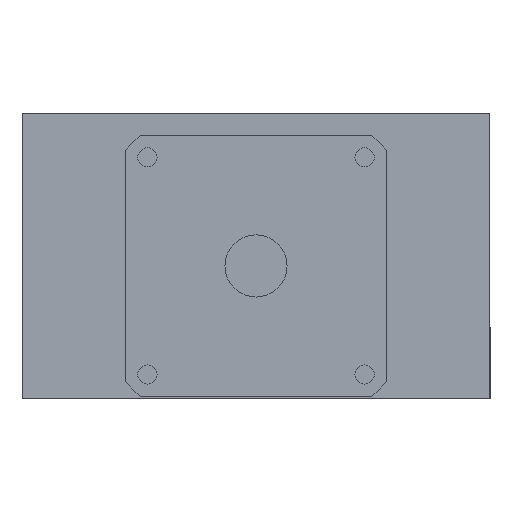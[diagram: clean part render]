
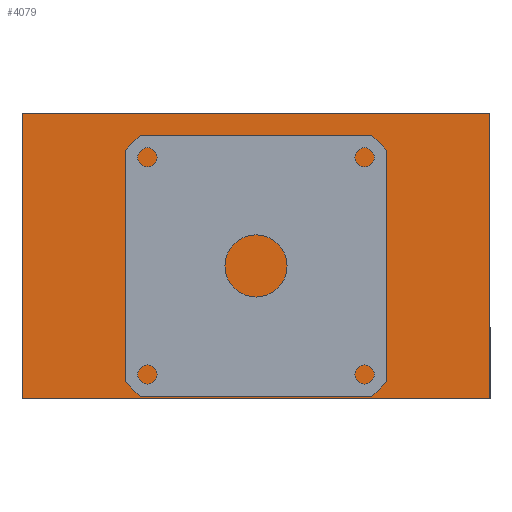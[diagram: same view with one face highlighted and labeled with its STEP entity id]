
A CAD part, front view. The second image highlights one B-rep face of the part: STEP entity #4079.
In plain terms, the highlighted planar face has unit normal (0, -1, 0).
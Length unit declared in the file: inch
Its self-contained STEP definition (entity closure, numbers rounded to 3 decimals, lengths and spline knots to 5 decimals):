
#3521=CARTESIAN_POINT('',(-0.31103,-0.495,-0.165));
#3522=VERTEX_POINT('',#3521);
#3538=CARTESIAN_POINT('',(-0.45003,-0.495,-0.165));
#3539=VERTEX_POINT('',#3538);
#3546=CARTESIAN_POINT('',(-0.38053,-0.495,-0.165));
#3547=DIRECTION('',(0.0,1.0,0.0));
#3548=DIRECTION('',(1.0,0.0,0.0));
#3549=AXIS2_PLACEMENT_3D('',#3546,#3547,#3548);
#3550=CIRCLE('',#3549,0.0695);
#3551=EDGE_CURVE('',#3522,#3539,#3550,.T.);
#3634=CARTESIAN_POINT('',(0.44947,-0.495,-0.165));
#3635=VERTEX_POINT('',#3634);
#3651=CARTESIAN_POINT('',(0.31047,-0.495,-0.165));
#3652=VERTEX_POINT('',#3651);
#3659=CARTESIAN_POINT('',(0.37997,-0.495,-0.165));
#3660=DIRECTION('',(0.0,1.0,0.0));
#3661=DIRECTION('',(1.0,0.0,0.0));
#3662=AXIS2_PLACEMENT_3D('',#3659,#3660,#3661);
#3663=CIRCLE('',#3662,0.0695);
#3664=EDGE_CURVE('',#3635,#3652,#3663,.T.);
#3747=CARTESIAN_POINT('',(-0.31103,-0.495,0.4405));
#3748=VERTEX_POINT('',#3747);
#3764=CARTESIAN_POINT('',(-0.45003,-0.495,0.4405));
#3765=VERTEX_POINT('',#3764);
#3772=CARTESIAN_POINT('',(-0.38053,-0.495,0.4405));
#3773=DIRECTION('',(0.0,1.0,0.0));
#3774=DIRECTION('',(1.0,0.0,0.0));
#3775=AXIS2_PLACEMENT_3D('',#3772,#3773,#3774);
#3776=CIRCLE('',#3775,0.0695);
#3777=EDGE_CURVE('',#3748,#3765,#3776,.T.);
#3860=CARTESIAN_POINT('',(0.44947,-0.495,0.4405));
#3861=VERTEX_POINT('',#3860);
#3877=CARTESIAN_POINT('',(0.31047,-0.495,0.4405));
#3878=VERTEX_POINT('',#3877);
#3885=CARTESIAN_POINT('',(0.37997,-0.495,0.4405));
#3886=DIRECTION('',(0.0,1.0,0.0));
#3887=DIRECTION('',(1.0,0.0,0.0));
#3888=AXIS2_PLACEMENT_3D('',#3885,#3886,#3887);
#3889=CIRCLE('',#3888,0.0695);
#3890=EDGE_CURVE('',#3861,#3878,#3889,.T.);
#3950=CARTESIAN_POINT('',(2.,-0.495,1.44));
#3951=VERTEX_POINT('',#3950);
#3952=CARTESIAN_POINT('',(-2.,-0.495,1.44));
#3953=VERTEX_POINT('',#3952);
#3954=CARTESIAN_POINT('',(2.,-0.495,1.44));
#3955=DIRECTION('',(-1.0,0.0,0.0));
#3956=VECTOR('',#3955,4.0);
#3957=LINE('',#3954,#3956);
#3958=EDGE_CURVE('',#3951,#3953,#3957,.T.);
#3990=CARTESIAN_POINT('',(-2.,-0.495,-1.));
#3991=VERTEX_POINT('',#3990);
#3992=CARTESIAN_POINT('',(-2.,-0.495,1.44));
#3993=DIRECTION('',(0.0,0.0,-1.0));
#3994=VECTOR('',#3993,2.43999);
#3995=LINE('',#3992,#3994);
#3996=EDGE_CURVE('',#3953,#3991,#3995,.T.);
#4016=CARTESIAN_POINT('',(0.,-0.495,0.));
#4017=DIRECTION('',(0.0,1.0,0.0));
#4018=DIRECTION('',(0.0,0.0,1.0));
#4019=AXIS2_PLACEMENT_3D('',#4016,#4017,#4018);
#4020=PLANE('',#4019);
#4021=ORIENTED_EDGE('',*,*,#3996,.T.);
#4022=CARTESIAN_POINT('',(2.,-0.495,-1.));
#4023=VERTEX_POINT('',#4022);
#4024=CARTESIAN_POINT('',(2.,-0.495,-1.));
#4025=DIRECTION('',(-1.0,0.0,0.0));
#4026=VECTOR('',#4025,4.);
#4027=LINE('',#4024,#4026);
#4028=EDGE_CURVE('',#4023,#3991,#4027,.T.);
#4029=ORIENTED_EDGE('',*,*,#4028,.F.);
#4030=CARTESIAN_POINT('',(2.,-0.495,-1.));
#4031=DIRECTION('',(0.0,0.0,1.0));
#4032=VECTOR('',#4031,2.43999);
#4033=LINE('',#4030,#4032);
#4034=EDGE_CURVE('',#4023,#3951,#4033,.T.);
#4035=ORIENTED_EDGE('',*,*,#4034,.T.);
#4036=ORIENTED_EDGE('',*,*,#3958,.T.);
#4037=EDGE_LOOP('',(#4021,#4029,#4035,#4036));
#4038=FACE_OUTER_BOUND('',#4037,.T.);
#4039=ORIENTED_EDGE('',*,*,#3890,.T.);
#4040=CARTESIAN_POINT('',(0.37997,-0.495,0.4405));
#4041=DIRECTION('',(0.0,1.0,0.0));
#4042=DIRECTION('',(1.0,0.0,0.0));
#4043=AXIS2_PLACEMENT_3D('',#4040,#4041,#4042);
#4044=CIRCLE('',#4043,0.0695);
#4045=EDGE_CURVE('',#3878,#3861,#4044,.T.);
#4046=ORIENTED_EDGE('',*,*,#4045,.T.);
#4047=EDGE_LOOP('',(#4039,#4046));
#4048=FACE_BOUND('',#4047,.T.);
#4049=ORIENTED_EDGE('',*,*,#3777,.T.);
#4050=CARTESIAN_POINT('',(-0.38053,-0.495,0.4405));
#4051=DIRECTION('',(0.0,1.0,0.0));
#4052=DIRECTION('',(1.0,0.0,0.0));
#4053=AXIS2_PLACEMENT_3D('',#4050,#4051,#4052);
#4054=CIRCLE('',#4053,0.0695);
#4055=EDGE_CURVE('',#3765,#3748,#4054,.T.);
#4056=ORIENTED_EDGE('',*,*,#4055,.T.);
#4057=EDGE_LOOP('',(#4049,#4056));
#4058=FACE_BOUND('',#4057,.T.);
#4059=ORIENTED_EDGE('',*,*,#3664,.T.);
#4060=CARTESIAN_POINT('',(0.37997,-0.495,-0.165));
#4061=DIRECTION('',(0.0,1.0,0.0));
#4062=DIRECTION('',(1.0,0.0,0.0));
#4063=AXIS2_PLACEMENT_3D('',#4060,#4061,#4062);
#4064=CIRCLE('',#4063,0.0695);
#4065=EDGE_CURVE('',#3652,#3635,#4064,.T.);
#4066=ORIENTED_EDGE('',*,*,#4065,.T.);
#4067=EDGE_LOOP('',(#4059,#4066));
#4068=FACE_BOUND('',#4067,.T.);
#4069=ORIENTED_EDGE('',*,*,#3551,.T.);
#4070=CARTESIAN_POINT('',(-0.38053,-0.495,-0.165));
#4071=DIRECTION('',(0.0,1.0,0.0));
#4072=DIRECTION('',(1.0,0.0,0.0));
#4073=AXIS2_PLACEMENT_3D('',#4070,#4071,#4072);
#4074=CIRCLE('',#4073,0.0695);
#4075=EDGE_CURVE('',#3539,#3522,#4074,.T.);
#4076=ORIENTED_EDGE('',*,*,#4075,.T.);
#4077=EDGE_LOOP('',(#4069,#4076));
#4078=FACE_BOUND('',#4077,.T.);
#4079=ADVANCED_FACE('',(#4038,#4048,#4058,#4068,#4078),#4020,.F.);
